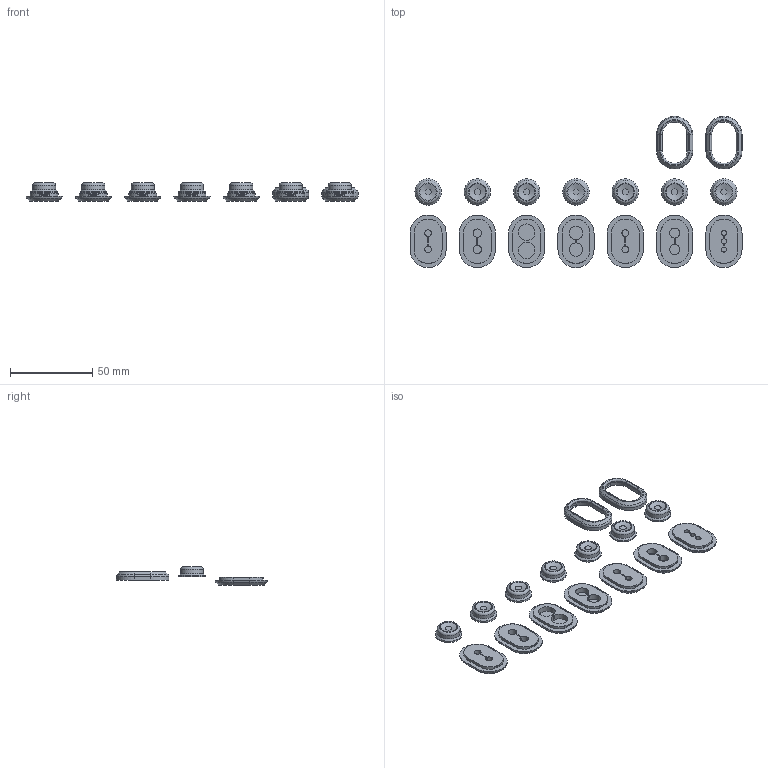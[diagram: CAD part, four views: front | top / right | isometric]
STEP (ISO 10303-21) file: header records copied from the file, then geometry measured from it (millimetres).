
FILE_DESCRIPTION(/* description */ (''),/* implementation_level */ '2;1');
FILE_NAME(/* name */ '',/* time_stamp */ '',/* author */ (''),/* organization */ (''),/* preprocessor_version */ 'ST-DEVELOPER v20',/* originating_system */ 'Autodesk Translation Framework v13.14.0.145',/* authorisation */ '');
FILE_SCHEMA (('AUTOMOTIVE_DESIGN { 1 0 10303 214 3 1 1 }'));
Length unit declared in the file: millimetre
Products named in the file (1): Itty Bitty Slider Fidget
Bounding box: 202 x 92 x 11 mm (x, y, z)
Volume: 22337.7 mm3; surface area: 18694.1 mm2
Topology: 16 solids, 16 shells, 431 faces, 996 edges, 625 vertices
Faces by surface type: plane 208, cylinder 134, cone 60, torus 29
Full cylindrical faces by diameter (mm): 14 x7, 16 x7
Entity records: 12173 total; most frequent: DIRECTION 2192, CARTESIAN_POINT 2157, ORIENTED_EDGE 1992, EDGE_CURVE 996, AXIS2_PLACEMENT_3D 816, VERTEX_POINT 625, LINE 560, VECTOR 560
